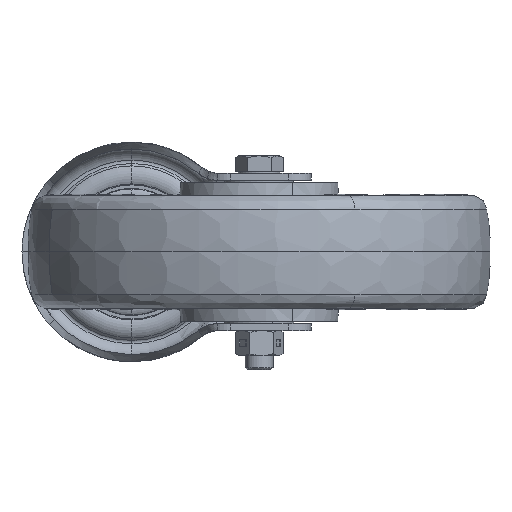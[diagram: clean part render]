
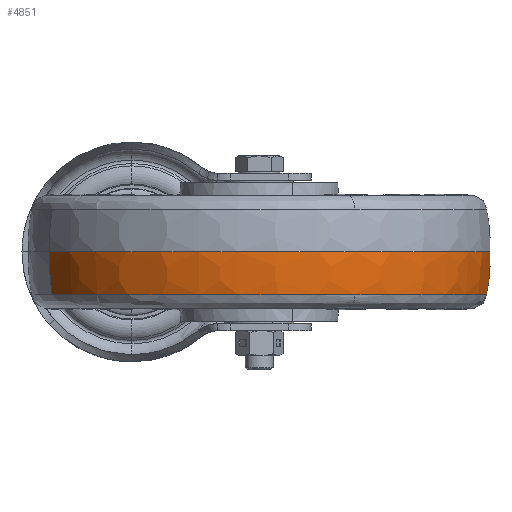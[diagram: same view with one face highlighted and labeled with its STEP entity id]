
A CAD part, front view. The second image highlights one B-rep face of the part: STEP entity #4851.
In plain terms, the highlighted toroidal (fillet/blend) face has major radius 4.992 mm and minor radius 105 mm.
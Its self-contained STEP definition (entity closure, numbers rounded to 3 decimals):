
#762 = ORIENTED_EDGE ( 'NONE', *, *, #5507, .T. ) ;
#779 = DIRECTION ( 'NONE',  ( -0.908, -0.42, 0. ) ) ;
#1571 = AXIS2_PLACEMENT_3D ( 'NONE', #10905, #4411, #15495 ) ;
#2020 = CIRCLE ( 'NONE', #12250, 98.58 ) ;
#2249 = CIRCLE ( 'NONE', #10168, 98.58 ) ;
#2392 = CARTESIAN_POINT ( 'NONE',  ( 144.472, -89.613, -31.134 ) ) ;
#2525 = CARTESIAN_POINT ( 'NONE',  ( 96.387, -220.472, -31.134 ) ) ;
#3000 = VERTEX_POINT ( 'NONE', #2392 ) ;
#3473 = VERTEX_POINT ( 'NONE', #9760 ) ;
#4369 = DIRECTION ( 'NONE',  ( 0.908, 0.42, 0. ) ) ;
#4411 = DIRECTION ( 'NONE',  ( 0., 0., 1. ) ) ;
#4561 = DIRECTION ( 'NONE',  ( 0.42, -0.908, 0. ) ) ;
#4851 = ADVANCED_FACE ( 'NONE', ( #7834 ), #5866, .T. ) ;
#5042 = CARTESIAN_POINT ( 'NONE',  ( -34.472, -172.387, -31.134 ) ) ;
#5507 = EDGE_CURVE ( 'NONE', #5664, #11656, #2020, .T. ) ;
#5664 = VERTEX_POINT ( 'NONE', #5042 ) ;
#5866 = TOROIDAL_SURFACE ( 'NONE', #1571, -4.992, 105. ) ;
#6304 = EDGE_CURVE ( 'NONE', #5664, #14033, #18464, .T. ) ;
#6704 = AXIS2_PLACEMENT_3D ( 'NONE', #16898, #4561, #4369 ) ;
#6823 = CARTESIAN_POINT ( 'NONE',  ( 55., -131., -31.134 ) ) ;
#7505 = CARTESIAN_POINT ( 'NONE',  ( -35.76, -172.983, -12.574 ) ) ;
#7834 = FACE_OUTER_BOUND ( 'NONE', #18014, .T. ) ;
#8059 = ORIENTED_EDGE ( 'NONE', *, *, #15086, .T. ) ;
#9689 = DIRECTION ( 'NONE',  ( 0.42, -0.908, 0. ) ) ;
#9760 = CARTESIAN_POINT ( 'NONE',  ( 145.76, -89.017, -12.574 ) ) ;
#9800 = CARTESIAN_POINT ( 'NONE',  ( 55., -131., -31.134 ) ) ;
#9913 = EDGE_CURVE ( 'NONE', #3000, #3473, #19912, .T. ) ;
#10005 = ORIENTED_EDGE ( 'NONE', *, *, #6304, .F. ) ;
#10168 = AXIS2_PLACEMENT_3D ( 'NONE', #9800, #17983, #9689 ) ;
#10199 = DIRECTION ( 'NONE',  ( 0.42, -0.908, 0. ) ) ;
#10905 = CARTESIAN_POINT ( 'NONE',  ( 55., -131., -13.878 ) ) ;
#11656 = VERTEX_POINT ( 'NONE', #2525 ) ;
#12250 = AXIS2_PLACEMENT_3D ( 'NONE', #6823, #18062, #10199 ) ;
#12301 = AXIS2_PLACEMENT_3D ( 'NONE', #14609, #16260, #13158 ) ;
#13158 = DIRECTION ( 'NONE',  ( -0.908, -0.42, 0. ) ) ;
#14033 = VERTEX_POINT ( 'NONE', #7505 ) ;
#14609 = CARTESIAN_POINT ( 'NONE',  ( 55., -131., -12.574 ) ) ;
#15086 = EDGE_CURVE ( 'NONE', #11656, #3000, #2249, .T. ) ;
#15298 = CIRCLE ( 'NONE', #12301, 100. ) ;
#15495 = DIRECTION ( 'NONE',  ( -0.908, -0.42, 0. ) ) ;
#16260 = DIRECTION ( 'NONE',  ( 0., 0., 1. ) ) ;
#16500 = DIRECTION ( 'NONE',  ( -0.42, 0.908, 0. ) ) ;
#16602 = CARTESIAN_POINT ( 'NONE',  ( 59.531, -128.904, -13.878 ) ) ;
#16898 = CARTESIAN_POINT ( 'NONE',  ( 50.469, -133.096, -13.878 ) ) ;
#17356 = ORIENTED_EDGE ( 'NONE', *, *, #9913, .T. ) ;
#17983 = DIRECTION ( 'NONE',  ( 0., 0., 1. ) ) ;
#18014 = EDGE_LOOP ( 'NONE', ( #762, #8059, #17356, #18274, #10005 ) ) ;
#18062 = DIRECTION ( 'NONE',  ( 0., 0., 1. ) ) ;
#18131 = AXIS2_PLACEMENT_3D ( 'NONE', #16602, #16500, #779 ) ;
#18274 = ORIENTED_EDGE ( 'NONE', *, *, #20259, .F. ) ;
#18464 = CIRCLE ( 'NONE', #18131, 105. ) ;
#19912 = CIRCLE ( 'NONE', #6704, 105. ) ;
#20259 = EDGE_CURVE ( 'NONE', #14033, #3473, #15298, .T. ) ;
